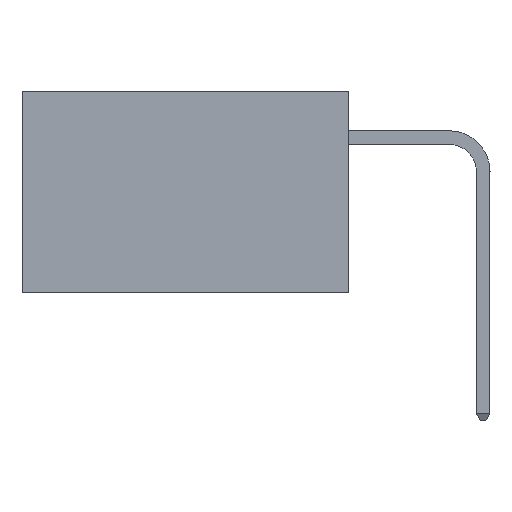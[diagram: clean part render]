
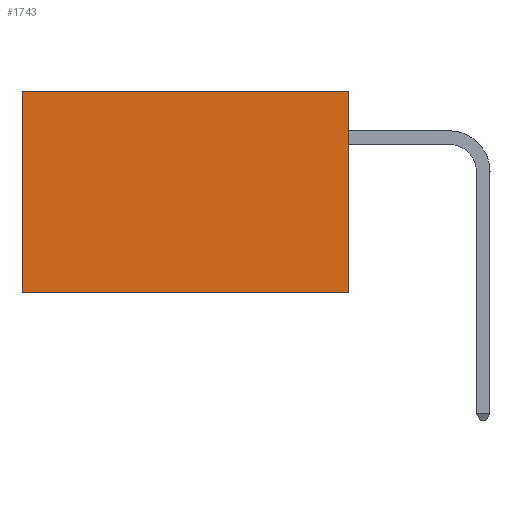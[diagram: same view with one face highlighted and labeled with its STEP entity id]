
A CAD part, left-side view. The second image highlights one B-rep face of the part: STEP entity #1743.
In plain terms, the highlighted planar face has unit normal (-1, 0, 0).
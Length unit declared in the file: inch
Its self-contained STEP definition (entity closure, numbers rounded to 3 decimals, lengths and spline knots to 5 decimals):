
#556 = FACE_OUTER_BOUND ( 'NONE', #17255, .T. ) ;
#1652 = DIRECTION ( 'NONE',  ( 0., 1., 0. ) ) ;
#1743 = ADVANCED_FACE ( 'NONE', ( #556 ), #20638, .F. ) ;
#2254 = CARTESIAN_POINT ( 'NONE',  ( 0.2875, 0., -0.37 ) ) ;
#3774 = CARTESIAN_POINT ( 'NONE',  ( 0.2875, 0., 0. ) ) ;
#4066 = EDGE_CURVE ( 'NONE', #8414, #10524, #32529, .T. ) ;
#4244 = DIRECTION ( 'NONE',  ( 1., 0., 0. ) ) ;
#4794 = EDGE_CURVE ( 'NONE', #11731, #20975, #28435, .T. ) ;
#6370 = CARTESIAN_POINT ( 'NONE',  ( 0.2875, 0.6, 0. ) ) ;
#6479 = DIRECTION ( 'NONE',  ( 0., 1., 0. ) ) ;
#7926 = ORIENTED_EDGE ( 'NONE', *, *, #4794, .F. ) ;
#8414 = VERTEX_POINT ( 'NONE', #32515 ) ;
#8726 = LINE ( 'NONE', #35843, #24397 ) ;
#10524 = VERTEX_POINT ( 'NONE', #25402 ) ;
#11731 = VERTEX_POINT ( 'NONE', #22456 ) ;
#15519 = AXIS2_PLACEMENT_3D ( 'NONE', #3774, #4244, #29978 ) ;
#17255 = EDGE_LOOP ( 'NONE', ( #17519, #33478, #7926, #34828 ) ) ;
#17519 = ORIENTED_EDGE ( 'NONE', *, *, #4066, .T. ) ;
#20638 = PLANE ( 'NONE',  #15519 ) ;
#20850 = VECTOR ( 'NONE', #30533, 39.37008 ) ;
#20975 = VERTEX_POINT ( 'NONE', #2254 ) ;
#21389 = VECTOR ( 'NONE', #35209, 39.37008 ) ;
#22456 = CARTESIAN_POINT ( 'NONE',  ( 0.2875, 0., 0. ) ) ;
#22932 = LINE ( 'NONE', #23472, #30520 ) ;
#23472 = CARTESIAN_POINT ( 'NONE',  ( 0.2875, 0., 0. ) ) ;
#24397 = VECTOR ( 'NONE', #1652, 39.37008 ) ;
#25402 = CARTESIAN_POINT ( 'NONE',  ( 0.2875, 0.6, -0.37 ) ) ;
#28345 = EDGE_CURVE ( 'NONE', #20975, #10524, #8726, .T. ) ;
#28435 = LINE ( 'NONE', #30660, #20850 ) ;
#29978 = DIRECTION ( 'NONE',  ( 0., 0., -1. ) ) ;
#30520 = VECTOR ( 'NONE', #6479, 39.37008 ) ;
#30533 = DIRECTION ( 'NONE',  ( 0., 0., -1. ) ) ;
#30660 = CARTESIAN_POINT ( 'NONE',  ( 0.2875, 0., 0. ) ) ;
#32515 = CARTESIAN_POINT ( 'NONE',  ( 0.2875, 0.6, 0. ) ) ;
#32529 = LINE ( 'NONE', #6370, #21389 ) ;
#33478 = ORIENTED_EDGE ( 'NONE', *, *, #28345, .F. ) ;
#34828 = ORIENTED_EDGE ( 'NONE', *, *, #34841, .T. ) ;
#34841 = EDGE_CURVE ( 'NONE', #11731, #8414, #22932, .T. ) ;
#35209 = DIRECTION ( 'NONE',  ( 0., 0., -1. ) ) ;
#35843 = CARTESIAN_POINT ( 'NONE',  ( 0.2875, 0., -0.37 ) ) ;
